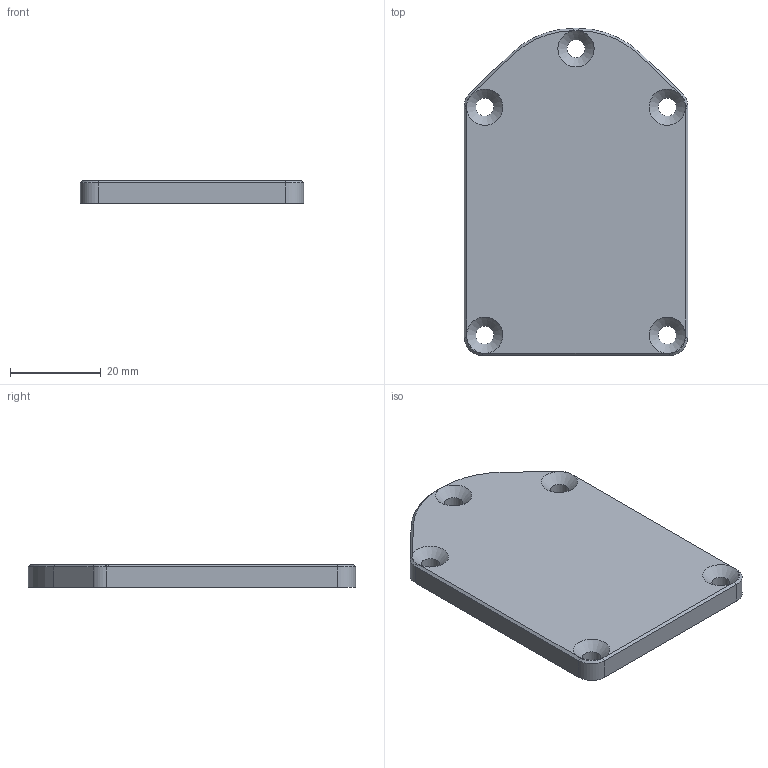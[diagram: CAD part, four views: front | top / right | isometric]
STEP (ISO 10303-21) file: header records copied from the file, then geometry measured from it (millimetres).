
FILE_DESCRIPTION(/* description */ (''),/* implementation_level */ '2;1');
FILE_NAME(/* name */ 'bottom v1.step',/* time_stamp */ '2023-08-08T11:55:24+01:00',/* author */ (''),/* organization */ (''),/* preprocessor_version */ 'ST-DEVELOPER v19.2',/* originating_system */ 'Autodesk Translation Framework v12.4.0.73',/* authorisation */ '');
FILE_SCHEMA (('AUTOMOTIVE_DESIGN { 1 0 10303 214 3 1 1 }'));
Length unit declared in the file: millimetre
Products named in the file (2): bottom; plate
Assembly tree (1 placements, depth 2):
  bottom
    plate
Bounding box: 49.25 x 72.17 x 5 mm (x, y, z)
Volume: 11412.8 mm3; surface area: 8182.1 mm2
Topology: 1 solids, 1 shells, 57 faces, 155 edges, 96 vertices
Faces by surface type: plane 25, cylinder 17, cone 11, bspline 4
Full cylindrical faces by diameter (mm): 4 x5
Entity records: 1921 total; most frequent: CARTESIAN_POINT 415, ORIENTED_EDGE 310, DIRECTION 305, EDGE_CURVE 155, AXIS2_PLACEMENT_3D 109, VERTEX_POINT 96, LINE 87, VECTOR 87
